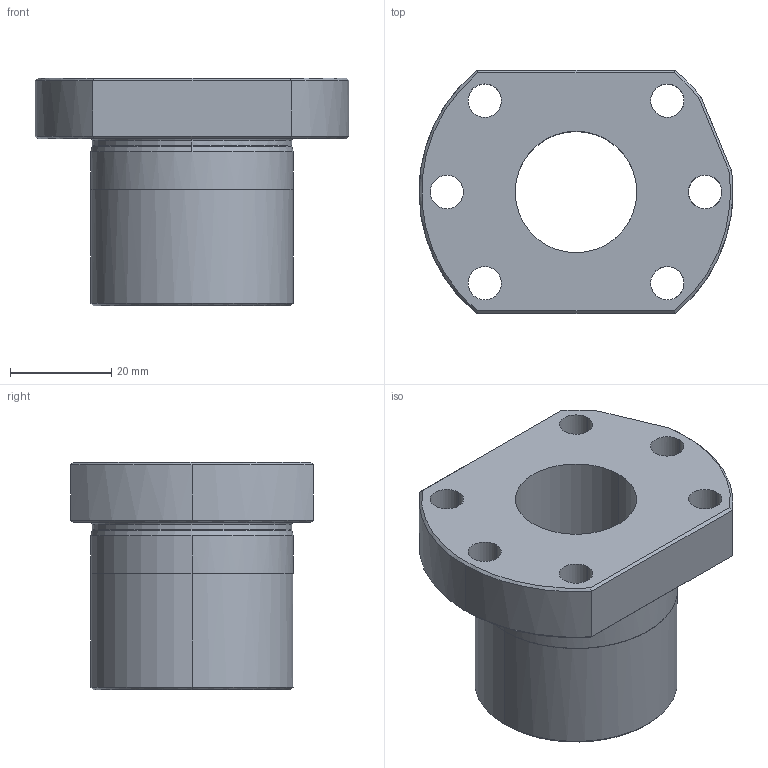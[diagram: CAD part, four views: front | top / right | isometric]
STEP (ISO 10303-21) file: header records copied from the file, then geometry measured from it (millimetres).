
FILE_DESCRIPTION(('CATIA V5 STEP Exchange'),'2;1');
FILE_NAME('piulita.stp','2023-12-09T19:53:44+00:00',('none'),('none'),'CATIA Version 5 Release 21 GA (IN-10)','CATIA V5 STEP AP214','none');
FILE_SCHEMA(('AUTOMOTIVE_DESIGN { 1 0 10303 214 1 1 1 1 }'));
Length unit declared in the file: millimetre
Products named in the file (1): R150Z21083
Bounding box: 62 x 48 x 45 mm (x, y, z)
Volume: 49683.6 mm3; surface area: 15539.5 mm2
Topology: 1 solids, 2 shells, 65 faces, 154 edges, 96 vertices
Faces by surface type: cylinder 29, plane 16, cone 16, torus 4
Entity records: 2690 total; most frequent: CARTESIAN_POINT 792, ORIENTED_EDGE 304, DIRECTION 244, EDGE_CURVE 154, AXIS2_PLACEMENT_3D 126, VERTEX_POINT 96, EDGE_LOOP 84, ADVANCED_FACE 65
